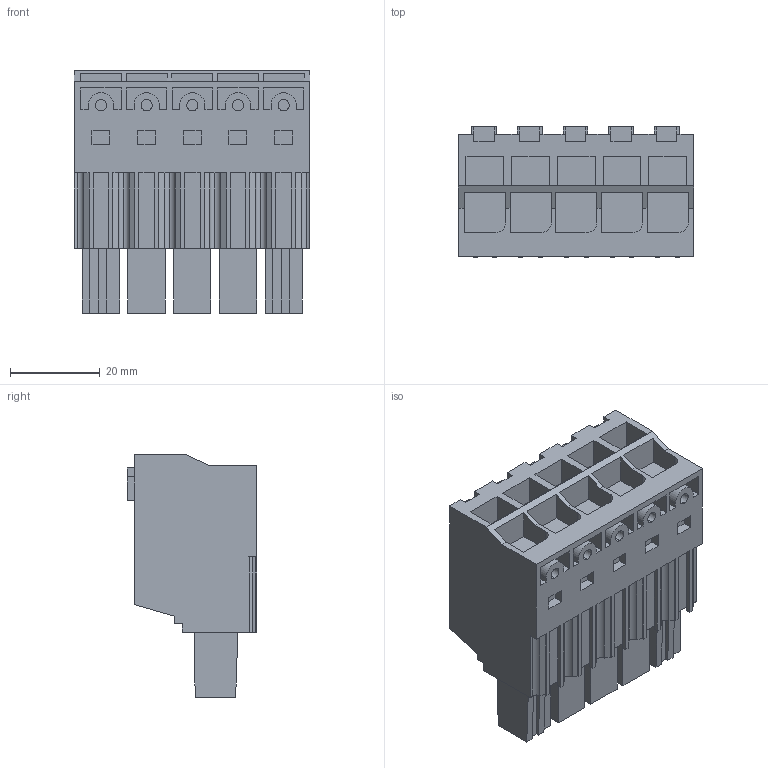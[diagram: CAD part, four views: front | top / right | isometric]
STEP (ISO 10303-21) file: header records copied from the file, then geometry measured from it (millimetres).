
FILE_DESCRIPTION(('CATIA V5 STEP Exchange','CAx-IF Rec.Pracs.--- Model Styling and Organization---1.2---2011-12-15'),'2;1');
FILE_NAME ('D1462887_0_2493420000_2493420000.stp','2017-07-19T06:28:53+00:00',('none'),('Weidmueller'),'CATIA Version 5-6 Release 2014','CATIA V5 STEP AP214','none');
FILE_SCHEMA(('AUTOMOTIVE_DESIGN { 1 0 10303 214 1 1 1 1 }'));
Length unit declared in the file: millimetre
Products named in the file (1): 2493420000
Bounding box: 52.28 x 28.9 x 53.9 mm (x, y, z)
Volume: 50422.6 mm3; surface area: 16931.9 mm2
Topology: 6 solids, 6 shells, 559 faces, 1545 edges, 1039 vertices
Faces by surface type: plane 527, cylinder 32
Entity records: 16554 total; most frequent: ORIENTED_EDGE 3090, CARTESIAN_POINT 2955, DIRECTION 2285, EDGE_CURVE 1545, VECTOR 1473, LINE 1473, VERTEX_POINT 1039, EDGE_LOOP 600
